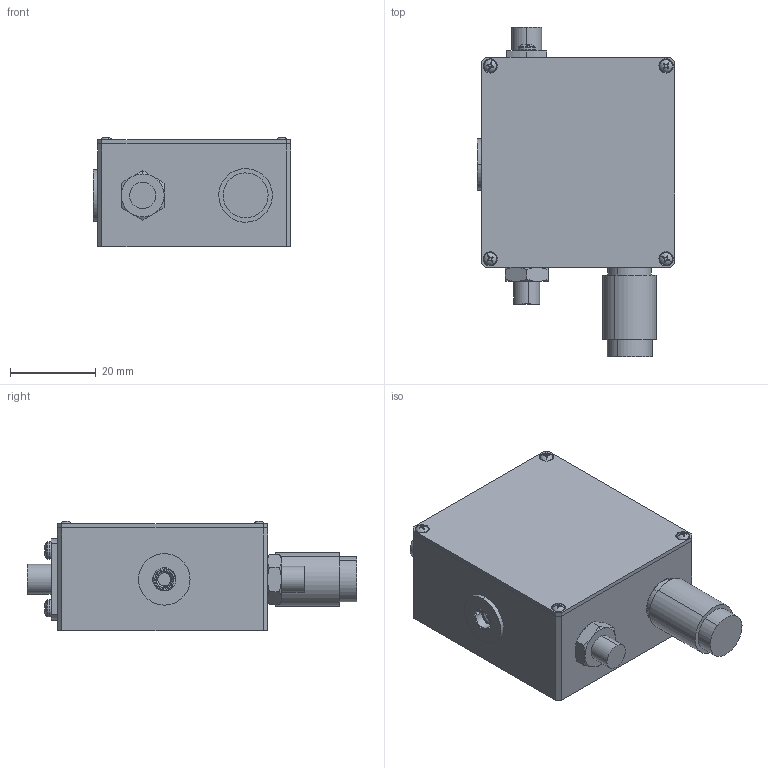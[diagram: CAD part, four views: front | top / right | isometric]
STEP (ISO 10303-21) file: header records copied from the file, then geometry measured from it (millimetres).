
FILE_DESCRIPTION (( 'STEP AP214' ), '1' );
FILE_NAME ('detector1.3 size.STEP', '2024-09-17T13:18:12', ( '' ), ( '' ), 'SwSTEP 2.0', 'SolidWorks 2018', '' );
FILE_SCHEMA (( 'AUTOMOTIVE_DESIGN' ));
Length unit declared in the file: millimetre
Products named in the file (12): SMA head; 94387A513_JIS Steel Pan Head Screws_94387A513; 91249A016_Black-Oxide 18-8 Stainless Steel Pan Head Phillips Screws_91249A016; power cable1.2; 94165A223_Easy-to-Install Thread-Locking Insert_94165A223; 90710A038_18-8 Stainless Steel Thin Hex Nut_90710A038; cover1.2; button; 90116A007_316 Stainless Steel Pan Head Phillips Screws_90116A007; PD; case1.3; detector1.3 size
Assembly tree (15 placements, depth 2):
  detector1.3 size
    case1.3
    button
    PD
    power cable1.2
    cover1.2
    90116A007_316 Stainless Steel Pan Head Phillips Screws_90116A007  x2
    91249A016_Black-Oxide 18-8 Stainless Steel Pan Head Phillips Screws_91249A016  x4
    90710A038_18-8 Stainless Steel Thin Hex Nut_90710A038
    94165A223_Easy-to-Install Thread-Locking Insert_94165A223
    94387A513_JIS Steel Pan Head Screws_94387A513
    SMA head
Bounding box: 46 x 76.75 x 25.58 mm (x, y, z)
Volume: 36567.8 mm3; surface area: 22140.2 mm2
Topology: 16 solids, 16 shells, 958 faces, 2625 edges, 1712 vertices
Faces by surface type: cylinder 442, plane 252, cone 130, bspline 80, torus 36, sphere 18
Entity records: 33141 total; most frequent: CARTESIAN_POINT 19006, ORIENTED_EDGE 3002, DIRECTION 2436, EDGE_CURVE 1501, VERTEX_POINT 985, AXIS2_PLACEMENT_3D 915, EDGE_LOOP 616, LINE 606
